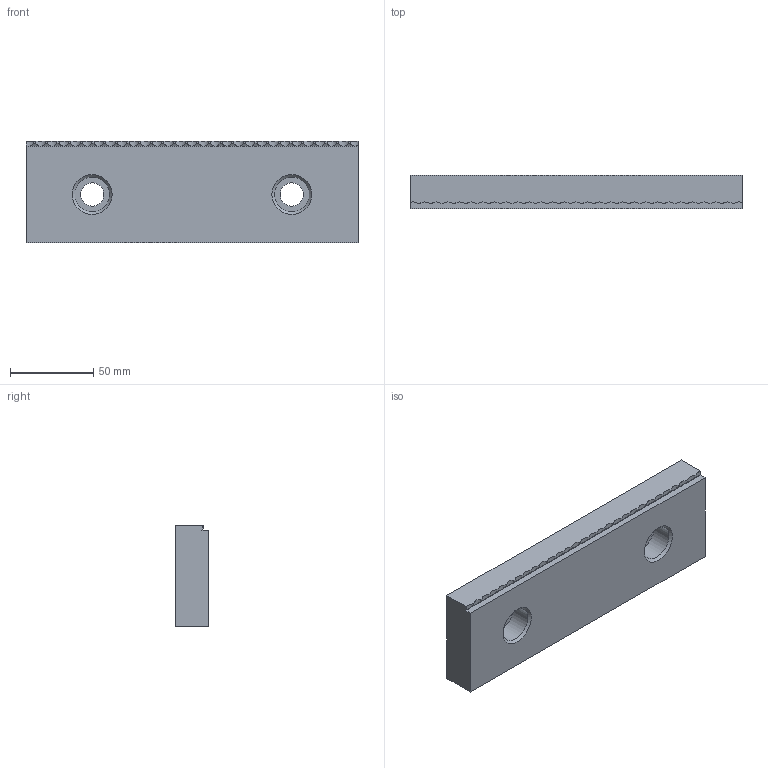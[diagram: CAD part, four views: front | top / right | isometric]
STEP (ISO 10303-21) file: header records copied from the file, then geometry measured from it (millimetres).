
FILE_DESCRIPTION(/* description */ ('','CAx-IF Rec.Pracs.---Representation and Presentation of Product Manufacturing Information (PMI)---4.0---2014-10-13'),/* implementation_level */ '2;1');
FILE_NAME(/* name */ '3AVQ8401L06.stp',/* time_stamp */ '2021-08-27T16:04:24+08:00',/* author */ ('AUTOWELL002'),/* organization */ (''),/* preprocessor_version */ 'ST-DEVELOPER v18',/* originating_system */ 'Autodesk Inventor 2020',/* authorisation */ '');
FILE_SCHEMA (('AP242_MANAGED_MODEL_BASED_3D_ENGINEERING_MIM_LF { 1 0 10303 442 1 1 4 }'));
Length unit declared in the file: millimetre
Products named in the file (1): 3AVQ8402L06
Bounding box: 199.5 x 20 x 61 mm (x, y, z)
Volume: 229410.2 mm3; surface area: 36804.6 mm2
Topology: 1 solids, 29 shells, 272 faces, 787 edges, 754 vertices
Faces by surface type: plane 179, cylinder 89, cone 4
Full cylindrical faces by diameter (mm): 14 x2, 21 x2
Entity records: 8594 total; most frequent: CARTESIAN_POINT 1692, DIRECTION 1486, ORIENTED_EDGE 1214, EDGE_CURVE 607, AXIS2_PLACEMENT_3D 547, VERTEX_POINT 395, LINE 392, VECTOR 392
